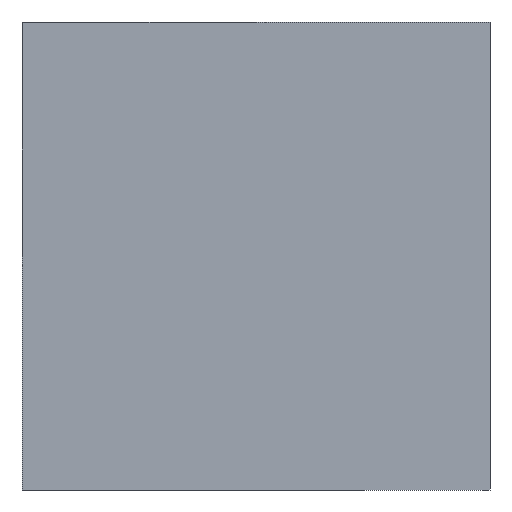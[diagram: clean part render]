
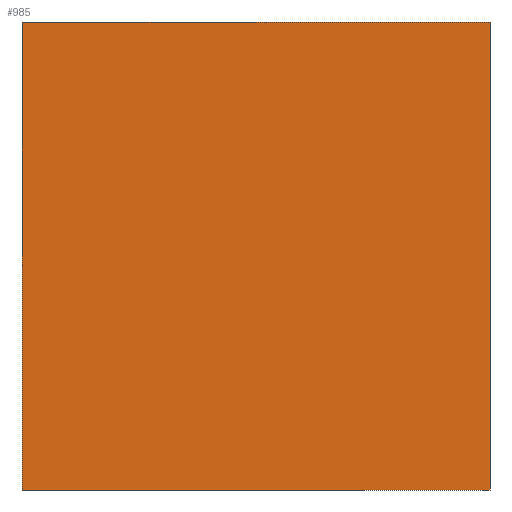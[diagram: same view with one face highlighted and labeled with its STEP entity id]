
A CAD part, front view. The second image highlights one B-rep face of the part: STEP entity #985.
In plain terms, the highlighted free-form (B-spline) face has degree [1, 1] with [2, 2] control points.
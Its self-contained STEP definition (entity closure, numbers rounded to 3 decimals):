
#950=CARTESIAN_POINT('F38',(-22.5,-25.,
   22.5));
#951=CARTESIAN_POINT('F38',(-22.5,-25.,
   -22.5));
#952=CARTESIAN_POINT('F38',(22.5,-25.,
   22.5));
#953=CARTESIAN_POINT('F38',(22.5,-25.,
   -22.5));
#954=QUASI_UNIFORM_SURFACE('F38',1,1,((#950,#952),(#951,#953)),
   .PLANE_SURF.,.F.,.F.,.U.);
#955=CARTESIAN_POINT('V98',(-22.5,-25.,
   -22.5));
#956=VERTEX_POINT('V98',#955);
#957=CARTESIAN_POINT('V97',(-22.5,-25.,
   22.5));
#958=VERTEX_POINT('V97',#957);
#959=CARTESIAN_POINT('E133',(-22.5,-25.,
   -22.5));
#960=CARTESIAN_POINT('E133',(-22.5,-25.,
   22.5));
#961=QUASI_UNIFORM_CURVE('E133',1,(#959,#960),.POLYLINE_FORM.,.F.,
   .U.);
#962=EDGE_CURVE('E133',#956,#958,#961,.T.);
#963=ORIENTED_EDGE('E133',*,*,#962,.T.);
#964=CARTESIAN_POINT('V100',(22.5,-25.,
   22.5));
#965=VERTEX_POINT('V100',#964);
#966=CARTESIAN_POINT('E136',(-22.5,-25.,
   22.5));
#967=CARTESIAN_POINT('E136',(22.5,-25.,
   22.5));
#968=QUASI_UNIFORM_CURVE('E136',1,(#966,#967),.POLYLINE_FORM.,.F.,
   .U.);
#969=EDGE_CURVE('E136',#958,#965,#968,.T.);
#970=ORIENTED_EDGE('E136',*,*,#969,.T.);
#971=CARTESIAN_POINT('V99',(22.5,-25.,
   -22.5));
#972=VERTEX_POINT('V99',#971);
#973=CARTESIAN_POINT('E135',(22.5,-25.,
   22.5));
#974=CARTESIAN_POINT('E135',(22.5,-25.,
   -22.5));
#975=QUASI_UNIFORM_CURVE('E135',1,(#973,#974),.POLYLINE_FORM.,.F.,
   .U.);
#976=EDGE_CURVE('E135',#965,#972,#975,.T.);
#977=ORIENTED_EDGE('E135',*,*,#976,.T.);
#978=CARTESIAN_POINT('E134',(22.5,-25.,
   -22.5));
#979=CARTESIAN_POINT('E134',(-22.5,-25.,
   -22.5));
#980=QUASI_UNIFORM_CURVE('E134',1,(#978,#979),.POLYLINE_FORM.,.F.,
   .U.);
#981=EDGE_CURVE('E134',#972,#956,#980,.T.);
#982=ORIENTED_EDGE('E134',*,*,#981,.T.);
#983=EDGE_LOOP('F38',(#963,#970,#977,#982));
#984=FACE_OUTER_BOUND('F38',#983,.F.);
#985=ADVANCED_FACE('F38',(#984),#954,.T.);
